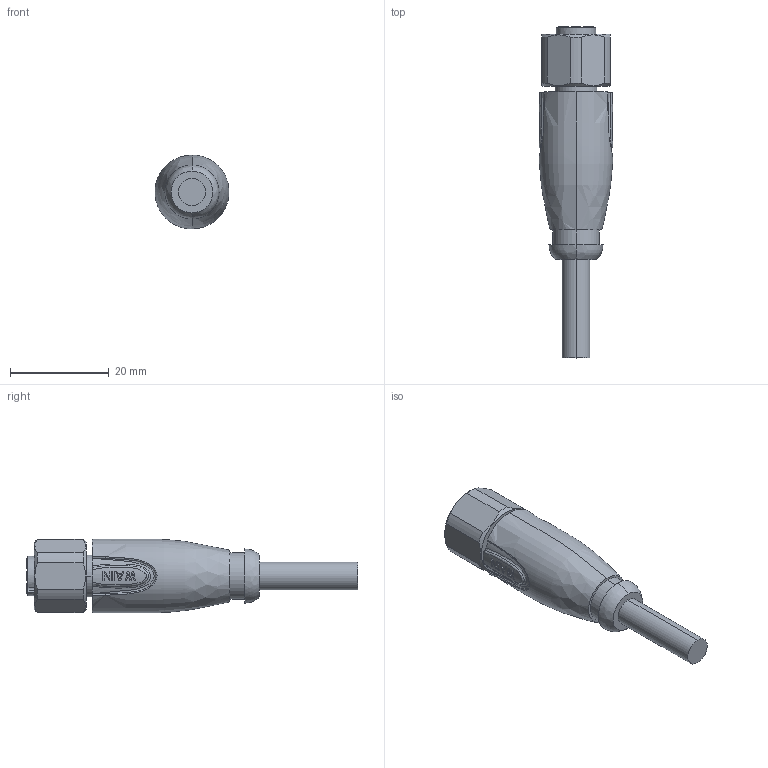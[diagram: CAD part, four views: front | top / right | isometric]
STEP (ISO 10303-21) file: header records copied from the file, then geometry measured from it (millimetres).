
FILE_DESCRIPTION((''),'2;1');
FILE_NAME('333','2017-08-02T',('ch.chen'),(''),'PRO/ENGINEER BY PARAMETRIC TECHNOLOGY CORPORATION, 2012480','PRO/ENGINEER BY PARAMETRIC TECHNOLOGY CORPORATION, 2012480','');
FILE_SCHEMA(('AUTOMOTIVE_DESIGN { 1 0 10303 214 1 1 1 1 }'));
Length unit declared in the file: millimetre
Products named in the file (1): 333
Bounding box: 15 x 67.4 x 15 mm (x, y, z)
Volume: 6702 mm3; surface area: 4412.5 mm2
Topology: 1 solids, 1 shells, 365 faces, 978 edges, 617 vertices
Faces by surface type: plane 148, cylinder 114, cone 50, bspline 21, revolution 16, torus 12, extrusion 4
Entity records: 18975 total; most frequent: CARTESIAN_POINT 9478, ORIENTED_EDGE 1928, DIRECTION 1557, EDGE_CURVE 964, VERTEX_POINT 617, AXIS2_PLACEMENT_3D 612, EDGE_LOOP 401, B_SPLINE_CURVE_WITH_KNOTS 383
